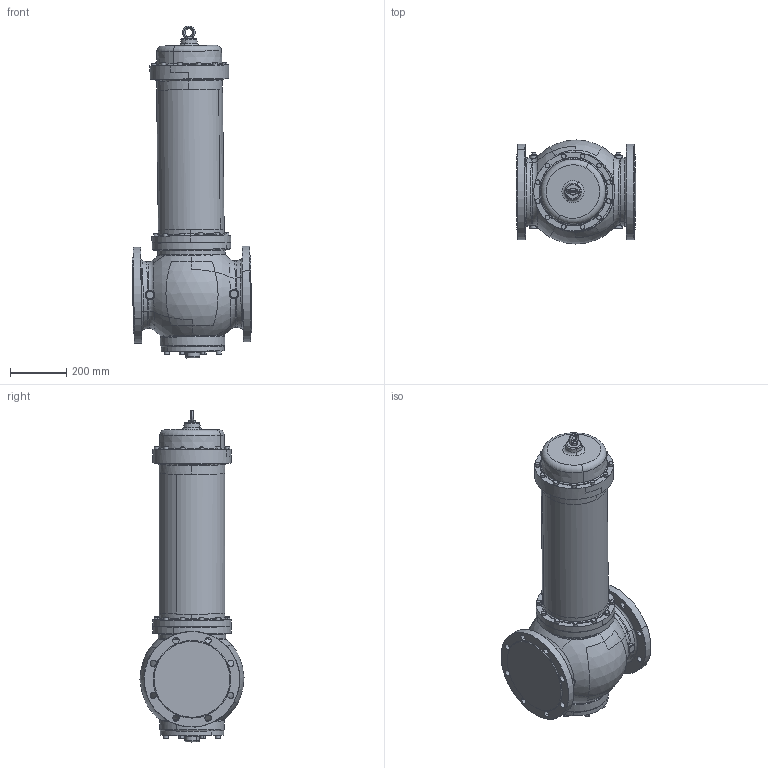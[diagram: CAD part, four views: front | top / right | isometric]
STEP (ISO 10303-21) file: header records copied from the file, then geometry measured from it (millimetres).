
FILE_DESCRIPTION(('CATIA V5 STEP'),'2;1');
FILE_NAME('DF100_DN_200_Class_150.stp','2015-01-20T16:14:09+00:00',('none'),('none'),'CATIA Version 5 Release 19 SP 9 (IN-10)','CATIA V5 STEP AP203 Edition 2','none');
FILE_SCHEMA(('AP203_CONFIGURATION_CONTROLLED_3D_DESIGN_OF_MECHANICAL_PARTS_AND_ASSEMBLIES_MIM_LF { 1 0 10303 403 2 1 2}'));
Length unit declared in the file: millimetre
Products named in the file (1): 300500002_DF100_DN_200_Class_150_AllCATPart
Bounding box: 423.19 x 369.89 x 1179.17 mm (x, y, z)
Volume: 67369069.5 mm3; surface area: 1424864.2 mm2
Topology: 1 solids, 10 shells, 528 faces, 1243 edges, 782 vertices
Faces by surface type: cylinder 199, torus 100, plane 98, bspline 64, cone 49, sphere 18
Entity records: 20850 total; most frequent: CARTESIAN_POINT 10093, ORIENTED_EDGE 2486, DIRECTION 1568, EDGE_CURVE 1243, AXIS2_PLACEMENT_3D 969, VERTEX_POINT 781, CIRCLE 624, EDGE_LOOP 620
